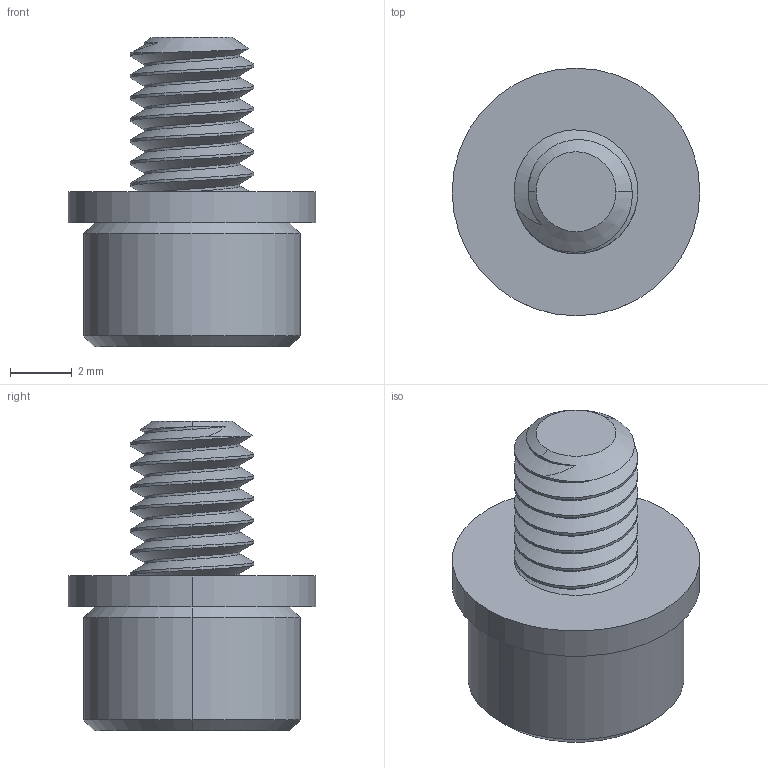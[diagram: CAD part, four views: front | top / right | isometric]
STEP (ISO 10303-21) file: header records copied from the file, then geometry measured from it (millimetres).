
FILE_DESCRIPTION(('FreeCAD Model'),'2;1');
FILE_NAME('Open CASCADE Shape Model','2023-05-17T12:48:25',(''),(''), 'Open CASCADE STEP processor 7.6','FreeCAD','Unknown');
FILE_SCHEMA(('AUTOMOTIVE_DESIGN { 1 0 10303 214 1 1 1 1 }'));
Length unit declared in the file: millimetre
Products named in the file (3): Unnamed; 2800-0004-0006_90128A207; 2801-0004-0008_91166A232
Assembly tree (2 placements, depth 2):
  Unnamed
    2800-0004-0006_90128A207
    2801-0004-0008_91166A232
Bounding box: 8 x 8 x 10 mm (x, y, z)
Volume: 230.1 mm3; surface area: 402.6 mm2
Topology: 2 solids, 2 shells, 68 faces, 169 edges, 107 vertices
Faces by surface type: cylinder 41, cone 13, plane 12, bspline 2
Entity records: 7293 total; most frequent: CARTESIAN_POINT 4158, DIRECTION 498, ORIENTED_EDGE 338, PCURVE 338, DEFINITIONAL_REPRESENTATION 338, LINE 280, VECTOR 280, EDGE_CURVE 169
